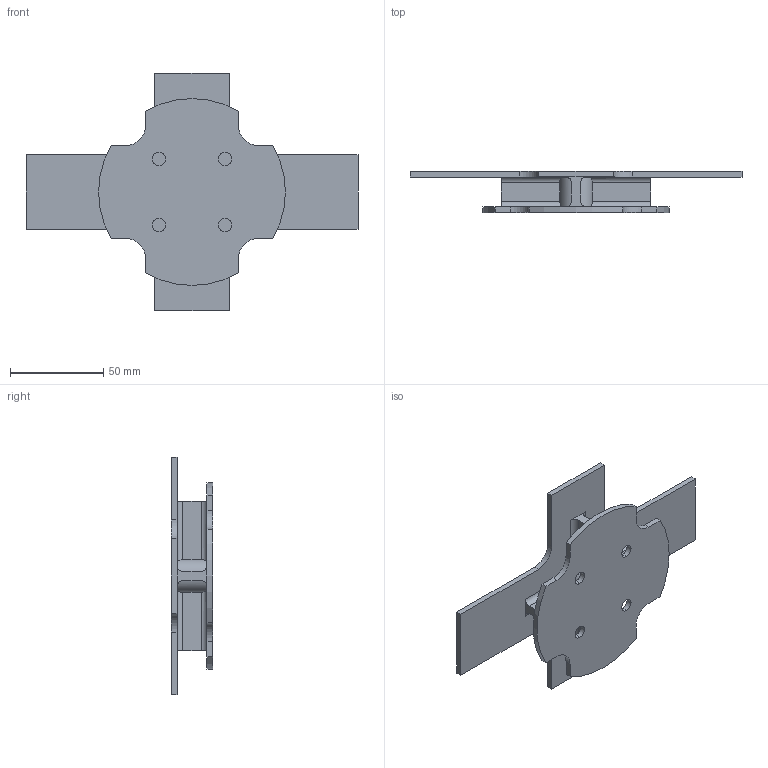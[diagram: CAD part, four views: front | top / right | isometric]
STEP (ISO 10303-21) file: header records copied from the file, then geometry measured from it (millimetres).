
FILE_DESCRIPTION (( 'STEP AP203' ), '1' );
FILE_NAME ('UR5_fixture.STEP', '2023-03-10T06:54:02', ( '' ), ( '' ), 'SwSTEP 2.0', 'SolidWorks 2022', '' );
FILE_SCHEMA (( 'CONFIG_CONTROL_DESIGN' ));
Length unit declared in the file: millimetre
Products named in the file (1): UR5_fixture
Bounding box: 177.8 x 22 x 127 mm (x, y, z)
Volume: 67558.1 mm3; surface area: 41304.6 mm2
Topology: 1 solids, 1 shells, 82 faces, 231 edges, 154 vertices
Faces by surface type: cylinder 41, plane 41
Entity records: 2978 total; most frequent: CARTESIAN_POINT 724, ORIENTED_EDGE 462, DIRECTION 447, EDGE_CURVE 231, VERTEX_POINT 154, VECTOR 149, AXIS2_PLACEMENT_3D 149, LINE 149
